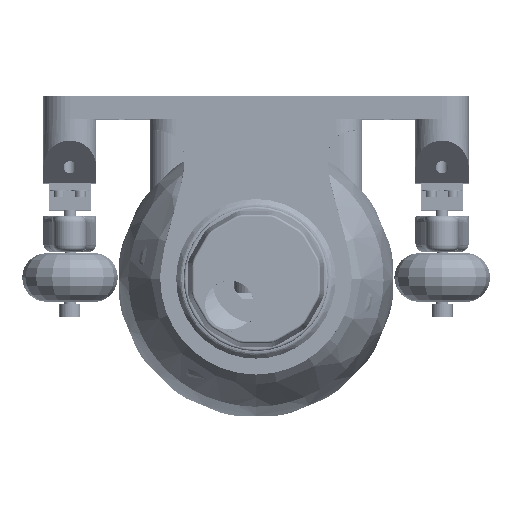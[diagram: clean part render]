
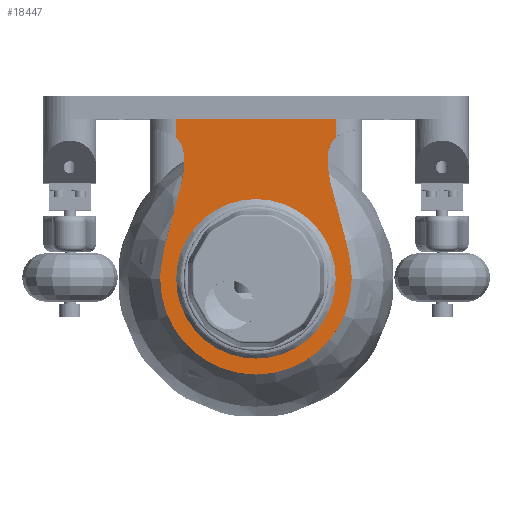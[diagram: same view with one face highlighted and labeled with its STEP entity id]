
A CAD part, top view. The second image highlights one B-rep face of the part: STEP entity #18447.
In plain terms, the highlighted planar face has unit normal (0, 0, 1).
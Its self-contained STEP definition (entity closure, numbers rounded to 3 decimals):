
#22=(
BOUNDED_CURVE()
B_SPLINE_CURVE(5,(#36242,#36243,#36244,#36245,#36246,#36247,#36248,#36249,
#36250,#36251),.UNSPECIFIED.,.F.,.F.)
B_SPLINE_CURVE_WITH_KNOTS((6,1,1,1,1,6),(0.17,0.2,0.4,0.6,
0.8,0.946),.UNSPECIFIED.)
CURVE()
GEOMETRIC_REPRESENTATION_ITEM()
RATIONAL_B_SPLINE_CURVE((1.,1.,1.,1.,1.,1.,1.,1.,1.,1.))
REPRESENTATION_ITEM('')
);
#23=(
BOUNDED_CURVE()
B_SPLINE_CURVE(5,(#36253,#36254,#36255,#36256,#36257,#36258),
 .UNSPECIFIED.,.F.,.F.)
B_SPLINE_CURVE_WITH_KNOTS((6,6),(0.946,1.),.UNSPECIFIED.)
CURVE()
GEOMETRIC_REPRESENTATION_ITEM()
RATIONAL_B_SPLINE_CURVE((1.,1.,1.,1.,1.,1.))
REPRESENTATION_ITEM('')
);
#24=(
BOUNDED_CURVE()
B_SPLINE_CURVE(5,(#36262,#36263,#36264,#36265,#36266,#36267),
 .UNSPECIFIED.,.F.,.F.)
B_SPLINE_CURVE_WITH_KNOTS((6,6),(-1.,-0.946),.UNSPECIFIED.)
CURVE()
GEOMETRIC_REPRESENTATION_ITEM()
RATIONAL_B_SPLINE_CURVE((1.,1.,1.,1.,1.,1.))
REPRESENTATION_ITEM('')
);
#25=(
BOUNDED_CURVE()
B_SPLINE_CURVE(5,(#36269,#36270,#36271,#36272,#36273,#36274,#36275,#36276,
#36277,#36278),.UNSPECIFIED.,.F.,.F.)
B_SPLINE_CURVE_WITH_KNOTS((6,1,1,1,1,6),(-0.946,-0.8,-0.6,-0.4,
-0.2,-0.17),.UNSPECIFIED.)
CURVE()
GEOMETRIC_REPRESENTATION_ITEM()
RATIONAL_B_SPLINE_CURVE((1.,1.,1.,1.,1.,1.,1.,1.,1.,1.))
REPRESENTATION_ITEM('')
);
#543=PLANE('',#20053);
#1026=FACE_BOUND('',#6742,.T.);
#2043=LINE('',#36238,#3636);
#2044=LINE('',#36240,#3637);
#2045=LINE('',#36279,#3638);
#3636=VECTOR('',#22922,10.);
#3637=VECTOR('',#22923,10.);
#3638=VECTOR('',#22926,10.);
#5625=FACE_OUTER_BOUND('',#6741,.T.);
#6741=EDGE_LOOP('',(#14495,#14496,#14497,#14498,#14499,#14500,#14501,#14502));
#6742=EDGE_LOOP('',(#14503));
#7963=CIRCLE('',#20054,45.);
#7964=CIRCLE('',#20055,37.5);
#8844=VERTEX_POINT('',#36236);
#8845=VERTEX_POINT('',#36237);
#8846=VERTEX_POINT('',#36239);
#8847=VERTEX_POINT('',#36241);
#8848=VERTEX_POINT('',#36252);
#8849=VERTEX_POINT('',#36259);
#8850=VERTEX_POINT('',#36261);
#8851=VERTEX_POINT('',#36268);
#8852=VERTEX_POINT('',#36280);
#10922=EDGE_CURVE('',#8844,#8845,#2043,.T.);
#10923=EDGE_CURVE('',#8846,#8845,#2044,.T.);
#10924=EDGE_CURVE('',#8846,#8847,#22,.T.);
#10925=EDGE_CURVE('',#8847,#8848,#23,.T.);
#10926=EDGE_CURVE('',#8848,#8849,#7963,.T.);
#10927=EDGE_CURVE('',#8849,#8850,#24,.T.);
#10928=EDGE_CURVE('',#8850,#8851,#25,.T.);
#10929=EDGE_CURVE('',#8844,#8851,#2045,.T.);
#10930=EDGE_CURVE('',#8852,#8852,#7964,.T.);
#14495=ORIENTED_EDGE('',*,*,#10922,.T.);
#14496=ORIENTED_EDGE('',*,*,#10923,.F.);
#14497=ORIENTED_EDGE('',*,*,#10924,.T.);
#14498=ORIENTED_EDGE('',*,*,#10925,.T.);
#14499=ORIENTED_EDGE('',*,*,#10926,.T.);
#14500=ORIENTED_EDGE('',*,*,#10927,.T.);
#14501=ORIENTED_EDGE('',*,*,#10928,.T.);
#14502=ORIENTED_EDGE('',*,*,#10929,.F.);
#14503=ORIENTED_EDGE('',*,*,#10930,.T.);
#18447=ADVANCED_FACE('',(#5625,#1026),#543,.T.);
#20053=AXIS2_PLACEMENT_3D('',#36235,#22920,#22921);
#20054=AXIS2_PLACEMENT_3D('',#36260,#22924,#22925);
#20055=AXIS2_PLACEMENT_3D('',#36281,#22927,#22928);
#22920=DIRECTION('center_axis',(0.,0.,1.));
#22921=DIRECTION('ref_axis',(1.,0.,0.));
#22922=DIRECTION('',(1.,0.,0.));
#22923=DIRECTION('',(0.,-1.,0.));
#22924=DIRECTION('center_axis',(0.,0.,1.));
#22925=DIRECTION('ref_axis',(1.,0.,0.));
#22926=DIRECTION('',(0.,1.,0.));
#22927=DIRECTION('center_axis',(0.,0.,-1.));
#22928=DIRECTION('ref_axis',(1.,0.,0.));
#36235=CARTESIAN_POINT('Origin',(-50.,0.,22.5));
#36236=CARTESIAN_POINT('',(-37.5,0.,22.5));
#36237=CARTESIAN_POINT('',(37.5,0.,22.5));
#36238=CARTESIAN_POINT('',(-50.,0.,22.5));
#36239=CARTESIAN_POINT('',(37.5,8.622,22.5));
#36240=CARTESIAN_POINT('',(37.5,0.,22.5));
#36241=CARTESIAN_POINT('',(44.829,71.077,22.5));
#36242=CARTESIAN_POINT('Ctrl Pts',(37.5,8.622,22.5));
#36243=CARTESIAN_POINT('Ctrl Pts',(37.224,8.874,22.5));
#36244=CARTESIAN_POINT('Ctrl Pts',(35.223,10.865,22.5));
#36245=CARTESIAN_POINT('Ctrl Pts',(32.967,15.661,22.5));
#36246=CARTESIAN_POINT('Ctrl Pts',(33.147,25.205,22.5));
#36247=CARTESIAN_POINT('Ctrl Pts',(37.209,39.696,22.5));
#36248=CARTESIAN_POINT('Ctrl Pts',(41.723,53.919,22.5));
#36249=CARTESIAN_POINT('Ctrl Pts',(43.911,63.394,22.5));
#36250=CARTESIAN_POINT('Ctrl Pts',(44.643,68.866,22.5));
#36251=CARTESIAN_POINT('Ctrl Pts',(44.829,71.077,22.5));
#36252=CARTESIAN_POINT('',(45.,75.,22.5));
#36253=CARTESIAN_POINT('Ctrl Pts',(44.829,71.077,22.5));
#36254=CARTESIAN_POINT('Ctrl Pts',(44.897,71.889,22.5));
#36255=CARTESIAN_POINT('Ctrl Pts',(44.948,72.688,22.5));
#36256=CARTESIAN_POINT('Ctrl Pts',(44.983,73.473,22.5));
#36257=CARTESIAN_POINT('Ctrl Pts',(45.,74.243,22.5));
#36258=CARTESIAN_POINT('Ctrl Pts',(45.,75.,22.5));
#36259=CARTESIAN_POINT('',(-45.,75.,22.5));
#36260=CARTESIAN_POINT('Origin',(0.,75.,22.5));
#36261=CARTESIAN_POINT('',(-44.829,71.077,22.5));
#36262=CARTESIAN_POINT('Ctrl Pts',(-45.,75.,22.5));
#36263=CARTESIAN_POINT('Ctrl Pts',(-45.,74.243,22.5));
#36264=CARTESIAN_POINT('Ctrl Pts',(-44.983,73.473,22.5));
#36265=CARTESIAN_POINT('Ctrl Pts',(-44.948,72.688,22.5));
#36266=CARTESIAN_POINT('Ctrl Pts',(-44.897,71.889,22.5));
#36267=CARTESIAN_POINT('Ctrl Pts',(-44.829,71.077,22.5));
#36268=CARTESIAN_POINT('',(-37.5,8.622,22.5));
#36269=CARTESIAN_POINT('Ctrl Pts',(-44.829,71.077,22.5));
#36270=CARTESIAN_POINT('Ctrl Pts',(-44.643,68.866,22.5));
#36271=CARTESIAN_POINT('Ctrl Pts',(-43.911,63.394,22.5));
#36272=CARTESIAN_POINT('Ctrl Pts',(-41.723,53.919,22.5));
#36273=CARTESIAN_POINT('Ctrl Pts',(-37.209,39.696,22.5));
#36274=CARTESIAN_POINT('Ctrl Pts',(-33.147,25.205,22.5));
#36275=CARTESIAN_POINT('Ctrl Pts',(-32.967,15.661,22.5));
#36276=CARTESIAN_POINT('Ctrl Pts',(-35.223,10.865,22.5));
#36277=CARTESIAN_POINT('Ctrl Pts',(-37.224,8.874,22.5));
#36278=CARTESIAN_POINT('Ctrl Pts',(-37.5,8.622,22.5));
#36279=CARTESIAN_POINT('',(-37.5,0.,22.5));
#36280=CARTESIAN_POINT('',(-37.5,75.,22.5));
#36281=CARTESIAN_POINT('Origin',(0.,75.,22.5));
